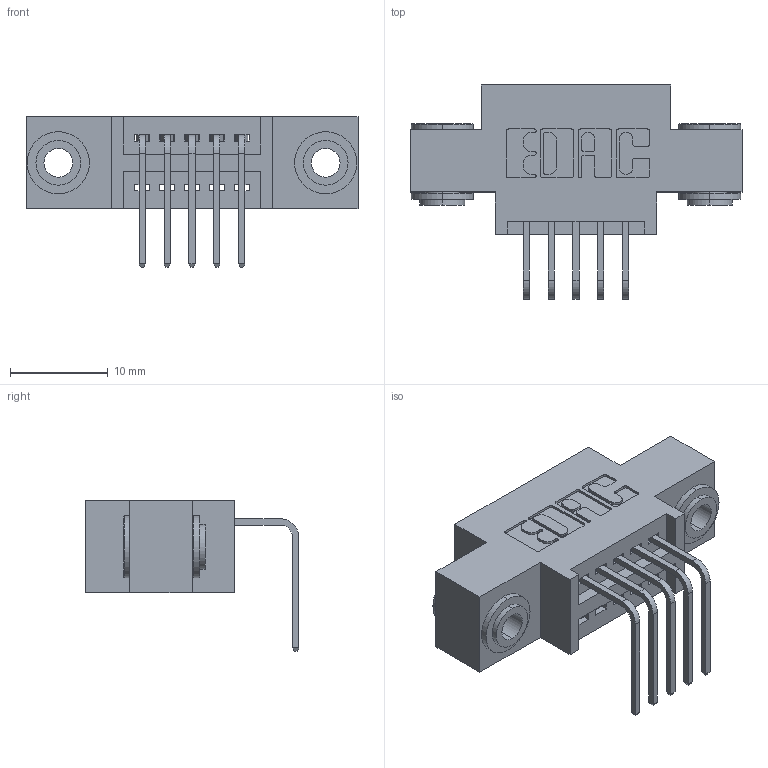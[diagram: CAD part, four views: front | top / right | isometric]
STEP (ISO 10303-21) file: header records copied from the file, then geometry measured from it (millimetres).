
FILE_DESCRIPTION (( 'STEP AP203' ), '1' );
FILE_NAME ('345-005-558-603.STEP', '2019-10-10T10:47:16', ( '' ), ( '' ), 'SwSTEP 2.0', 'SolidWorks 2016', '' );
FILE_SCHEMA (( 'CONFIG_CONTROL_DESIGN' ));
Length unit declared in the file: inch
Products named in the file (4): 345-250-002_345-250-002-102; 345-005-558-603; 345 Part_0.170 Offset - 0.156 Dia-TH; 345-292-001_558 Tail - 2
Assembly tree (8 placements, depth 2):
  345-005-558-603
    345 Part_0.170 Offset - 0.156 Dia-TH
    345-292-001_558 Tail - 2  x5
    345-250-002_345-250-002-102  x2
Bounding box: 33.91 x 21.83 x 15.37 mm (x, y, z)
Volume: 2840.3 mm3; surface area: 3710.5 mm2
Topology: 8 solids, 8 shells, 468 faces, 1339 edges, 882 vertices
Faces by surface type: plane 304, cylinder 156, cone 8
Entity records: 9610 total; most frequent: CARTESIAN_POINT 1646, ORIENTED_EDGE 1578, DIRECTION 1521, EDGE_CURVE 789, LINE 613, VECTOR 613, VERTEX_POINT 522, AXIS2_PLACEMENT_3D 454
